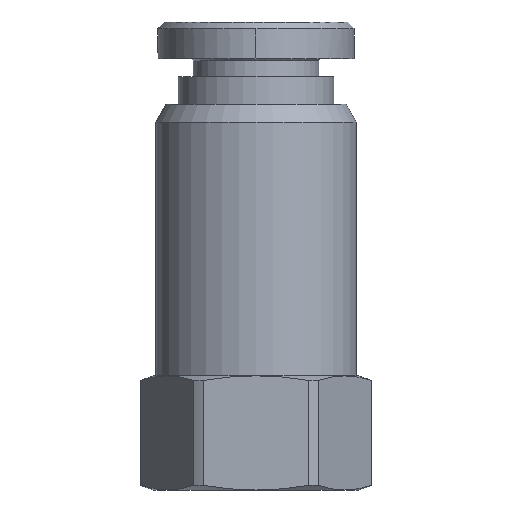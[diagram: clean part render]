
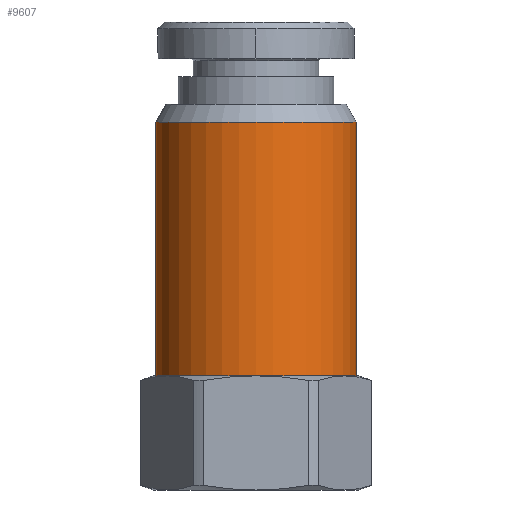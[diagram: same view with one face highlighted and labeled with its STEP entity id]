
A CAD part, left-side view. The second image highlights one B-rep face of the part: STEP entity #9607.
In plain terms, the highlighted cylindrical face has radius 4.4 mm (diameter 8.8 mm), a partial arc.
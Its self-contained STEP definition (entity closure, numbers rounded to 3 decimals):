
#141=CARTESIAN_POINT('',(-4.4,0.0,9.35));
#142=VERTEX_POINT('',#141);
#151=CARTESIAN_POINT('',(4.4,0.,9.35));
#152=VERTEX_POINT('',#151);
#183=CARTESIAN_POINT('',(-4.4,0.0,-1.75));
#184=VERTEX_POINT('',#183);
#185=CARTESIAN_POINT('',(-4.4,0.0,-1.75));
#186=DIRECTION('',(0.0,0.0,1.0));
#187=VECTOR('',#186,11.1);
#188=LINE('',#185,#187);
#189=EDGE_CURVE('',#184,#142,#188,.T.);
#191=CARTESIAN_POINT('',(4.4,0.,-1.75));
#192=VERTEX_POINT('',#191);
#200=CARTESIAN_POINT('',(4.4,0.,9.35));
#201=DIRECTION('',(0.0,0.0,-1.0));
#202=VECTOR('',#201,11.1);
#203=LINE('',#200,#202);
#204=EDGE_CURVE('',#152,#192,#203,.T.);
#9546=CARTESIAN_POINT('',(0.0,0.0,-1.75));
#9547=DIRECTION('',(0.0,0.0,1.0));
#9548=DIRECTION('',(-1.0,0.0,0.0));
#9549=AXIS2_PLACEMENT_3D('',#9546,#9547,#9548);
#9550=CIRCLE('',#9549,4.4);
#9551=EDGE_CURVE('',#192,#184,#9550,.T.);
#9590=CARTESIAN_POINT('',(0.0,0.0,3.8));
#9591=DIRECTION('',(0.0,0.0,1.0));
#9592=DIRECTION('',(-1.0,0.0,0.0));
#9593=AXIS2_PLACEMENT_3D('',#9590,#9591,#9592);
#9594=CYLINDRICAL_SURFACE('',#9593,4.4);
#9595=ORIENTED_EDGE('',*,*,#189,.T.);
#9596=CARTESIAN_POINT('',(0.0,0.0,9.35));
#9597=DIRECTION('',(0.0,0.0,1.0));
#9598=DIRECTION('',(-1.0,0.0,0.0));
#9599=AXIS2_PLACEMENT_3D('',#9596,#9597,#9598);
#9600=CIRCLE('',#9599,4.4);
#9601=EDGE_CURVE('',#152,#142,#9600,.T.);
#9602=ORIENTED_EDGE('',*,*,#9601,.F.);
#9603=ORIENTED_EDGE('',*,*,#204,.T.);
#9604=ORIENTED_EDGE('',*,*,#9551,.T.);
#9605=EDGE_LOOP('',(#9595,#9602,#9603,#9604));
#9606=FACE_OUTER_BOUND('',#9605,.T.);
#9607=ADVANCED_FACE('',(#9606),#9594,.T.);
